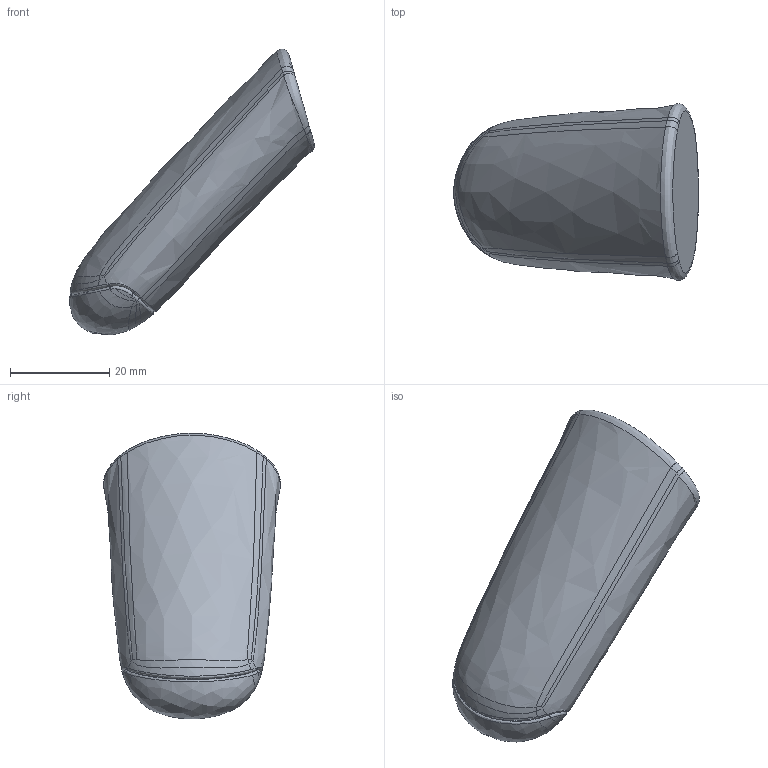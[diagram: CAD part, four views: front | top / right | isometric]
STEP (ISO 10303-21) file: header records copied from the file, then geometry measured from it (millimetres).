
FILE_DESCRIPTION((''),'2;1');
FILE_NAME('XIAOTUI02','2017-08-22T',('TQH'),(''),'CREO PARAMETRIC BY PTC INC, 2016260','CREO PARAMETRIC BY PTC INC, 2016260','');
FILE_SCHEMA(('CONFIG_CONTROL_DESIGN'));
Length unit declared in the file: millimetre
Products named in the file (1): XIAOTUI02
Bounding box: 49.35 x 35.58 x 57.56 mm (x, y, z)
Volume: 28050.9 mm3; surface area: 6436.5 mm2
Topology: 2 solids, 2 shells, 69 faces, 156 edges, 91 vertices
Faces by surface type: bspline 58, plane 5, torus 4, cylinder 2
Entity records: 10924 total; most frequent: CARTESIAN_POINT 9833, ORIENTED_EDGE 312, EDGE_CURVE 156, B_SPLINE_CURVE_WITH_KNOTS 145, VERTEX_POINT 91, EDGE_LOOP 69, FACE_OUTER_BOUND 69, ADVANCED_FACE 69
